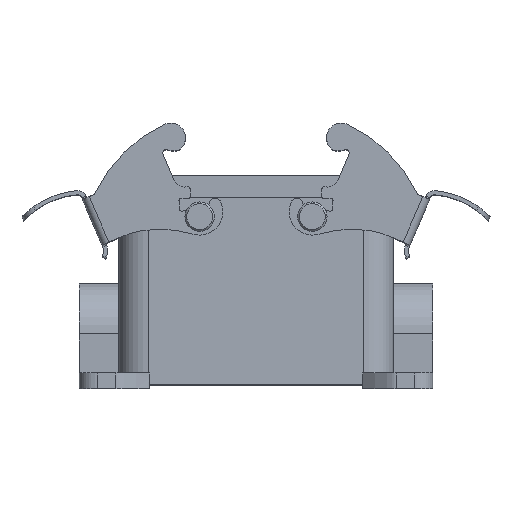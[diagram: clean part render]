
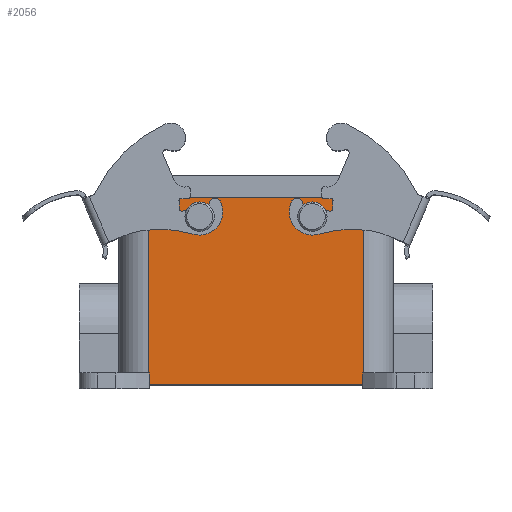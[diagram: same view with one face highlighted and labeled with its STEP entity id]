
A CAD part, top view. The second image highlights one B-rep face of the part: STEP entity #2056.
In plain terms, the highlighted planar face has unit normal (0, 0, 1).
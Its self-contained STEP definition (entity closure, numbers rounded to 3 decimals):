
#64 = EDGE_LOOP ( 'NONE', ( #2841 ) ) ;
#71 = EDGE_LOOP ( 'NONE', ( #2839, #2837, #2838, #2836, #2835, #2834, #2833, #2832 ) ) ;
#921 = VECTOR ( 'NONE', #5356, 1000. ) ;
#923 = VECTOR ( 'NONE', #5359, 1000. ) ;
#924 = VECTOR ( 'NONE', #5362, 1000. ) ;
#925 = VECTOR ( 'NONE', #5393, 1000. ) ;
#926 = VECTOR ( 'NONE', #5397, 1000. ) ;
#928 = AXIS2_PLACEMENT_3D ( 'NONE', #5390, #5389, #5392 ) ;
#929 = CIRCLE ( 'NONE', #928, 3.75 ) ;
#931 = VECTOR ( 'NONE', #5385, 1000. ) ;
#1211 = EDGE_CURVE ( 'NONE', #6922, #7148, #3530, .T. ) ;
#1212 = EDGE_CURVE ( 'NONE', #6709, #6709, #929, .T. ) ;
#1213 = EDGE_CURVE ( 'NONE', #7148, #6954, #3537, .T. ) ;
#1214 = EDGE_CURVE ( 'NONE', #6922, #6938, #3539, .T. ) ;
#1215 = EDGE_CURVE ( 'NONE', #6938, #6905, #3540, .T. ) ;
#1216 = EDGE_CURVE ( 'NONE', #6902, #6905, #3541, .T. ) ;
#1217 = EDGE_CURVE ( 'NONE', #7399, #6902, #3542, .T. ) ;
#1522 = CARTESIAN_POINT ( 'NONE',  ( 11.55, 45.725, 22. ) ) ;
#1569 = CARTESIAN_POINT ( 'NONE',  ( -19.05, 45.725, 22. ) ) ;
#1572 = DIRECTION ( 'NONE',  ( 1., 0., 0. ) ) ;
#1573 = CARTESIAN_POINT ( 'NONE',  ( -29.3, 51., 22. ) ) ;
#1579 = DIRECTION ( 'NONE',  ( 0., -1., 0. ) ) ;
#1580 = CARTESIAN_POINT ( 'NONE',  ( -29.3, 51., 22. ) ) ;
#1581 = DIRECTION ( 'NONE',  ( -1., 0., 0. ) ) ;
#1582 = DIRECTION ( 'NONE',  ( 0., 0., 1. ) ) ;
#1583 = CARTESIAN_POINT ( 'NONE',  ( 15.3, 45.725, 22. ) ) ;
#2056 = ADVANCED_FACE ( 'NONE', ( #3701, #3702, #3703 ), #4842, .F. ) ;
#2830 = ORIENTED_EDGE ( 'NONE', *, *, #13945, .F. ) ;
#2832 = ORIENTED_EDGE ( 'NONE', *, *, #13946, .T. ) ;
#2833 = ORIENTED_EDGE ( 'NONE', *, *, #13949, .F. ) ;
#2834 = ORIENTED_EDGE ( 'NONE', *, *, #1217, .F. ) ;
#2835 = ORIENTED_EDGE ( 'NONE', *, *, #1216, .F. ) ;
#2836 = ORIENTED_EDGE ( 'NONE', *, *, #1215, .T. ) ;
#2837 = ORIENTED_EDGE ( 'NONE', *, *, #1211, .F. ) ;
#2838 = ORIENTED_EDGE ( 'NONE', *, *, #1214, .T. ) ;
#2839 = ORIENTED_EDGE ( 'NONE', *, *, #1213, .F. ) ;
#2841 = ORIENTED_EDGE ( 'NONE', *, *, #1212, .F. ) ;
#3530 = LINE ( 'NONE', #5383, #931 ) ;
#3537 = LINE ( 'NONE', #5388, #926 ) ;
#3539 = LINE ( 'NONE', #5394, #925 ) ;
#3540 = LINE ( 'NONE', #5380, #924 ) ;
#3541 = LINE ( 'NONE', #5360, #923 ) ;
#3542 = LINE ( 'NONE', #5358, #921 ) ;
#3701 = FACE_BOUND ( 'NONE', #64, .T. ) ;
#3702 = FACE_OUTER_BOUND ( 'NONE', #71, .T. ) ;
#3703 = FACE_BOUND ( 'NONE', #13952, .T. ) ;
#3794 = AXIS2_PLACEMENT_3D ( 'NONE', #4841, #4808, #4806 ) ;
#4251 = VECTOR ( 'NONE', #1572, 1000. ) ;
#4255 = VECTOR ( 'NONE', #1579, 1000. ) ;
#4259 = AXIS2_PLACEMENT_3D ( 'NONE', #1583, #1582, #1581 ) ;
#4263 = CIRCLE ( 'NONE', #4259, 3.75 ) ;
#4383 = VERTEX_POINT ( 'NONE', #1522 ) ;
#4806 = DIRECTION ( 'NONE',  ( -1., 0., 0. ) ) ;
#4808 = DIRECTION ( 'NONE',  ( 0., 0., -1. ) ) ;
#4841 = CARTESIAN_POINT ( 'NONE',  ( -29.3, 51., 22. ) ) ;
#4842 = PLANE ( 'NONE',  #3794 ) ;
#5356 = DIRECTION ( 'NONE',  ( 0., -1., 0. ) ) ;
#5358 = CARTESIAN_POINT ( 'NONE',  ( 29.3, 51., 22. ) ) ;
#5359 = DIRECTION ( 'NONE',  ( -1., 0., 0. ) ) ;
#5360 = CARTESIAN_POINT ( 'NONE',  ( -29.3, 3.25, 22. ) ) ;
#5362 = DIRECTION ( 'NONE',  ( 0., 1., 0. ) ) ;
#5380 = CARTESIAN_POINT ( 'NONE',  ( 29., -1., 22. ) ) ;
#5383 = CARTESIAN_POINT ( 'NONE',  ( -29., -1., 22. ) ) ;
#5385 = DIRECTION ( 'NONE',  ( 0., 1., 0. ) ) ;
#5388 = CARTESIAN_POINT ( 'NONE',  ( -29.3, 3.25, 22. ) ) ;
#5389 = DIRECTION ( 'NONE',  ( 0., 0., 1. ) ) ;
#5390 = CARTESIAN_POINT ( 'NONE',  ( -15.3, 45.725, 22. ) ) ;
#5392 = DIRECTION ( 'NONE',  ( -1., 0., 0. ) ) ;
#5393 = DIRECTION ( 'NONE',  ( 1., 0., 0. ) ) ;
#5394 = CARTESIAN_POINT ( 'NONE',  ( -29.3, 0., 22. ) ) ;
#5397 = DIRECTION ( 'NONE',  ( -1., 0., 0. ) ) ;
#6703 = LINE ( 'NONE', #1580, #4255 ) ;
#6707 = LINE ( 'NONE', #1573, #4251 ) ;
#6709 = VERTEX_POINT ( 'NONE', #1569 ) ;
#6902 = VERTEX_POINT ( 'NONE', #9778 ) ;
#6905 = VERTEX_POINT ( 'NONE', #9771 ) ;
#6922 = VERTEX_POINT ( 'NONE', #9719 ) ;
#6938 = VERTEX_POINT ( 'NONE', #9676 ) ;
#6954 = VERTEX_POINT ( 'NONE', #9627 ) ;
#7148 = VERTEX_POINT ( 'NONE', #10351 ) ;
#7370 = VERTEX_POINT ( 'NONE', #9694 ) ;
#7399 = VERTEX_POINT ( 'NONE', #9647 ) ;
#9627 = CARTESIAN_POINT ( 'NONE',  ( -29.3, 3.25, 22. ) ) ;
#9647 = CARTESIAN_POINT ( 'NONE',  ( 29.3, 51., 22. ) ) ;
#9676 = CARTESIAN_POINT ( 'NONE',  ( 29., 0., 22. ) ) ;
#9694 = CARTESIAN_POINT ( 'NONE',  ( -29.3, 51., 22. ) ) ;
#9719 = CARTESIAN_POINT ( 'NONE',  ( -29., 0., 22. ) ) ;
#9771 = CARTESIAN_POINT ( 'NONE',  ( 29., 3.25, 22. ) ) ;
#9778 = CARTESIAN_POINT ( 'NONE',  ( 29.3, 3.25, 22. ) ) ;
#10351 = CARTESIAN_POINT ( 'NONE',  ( -29., 3.25, 22. ) ) ;
#13945 = EDGE_CURVE ( 'NONE', #4383, #4383, #4263, .T. ) ;
#13946 = EDGE_CURVE ( 'NONE', #7370, #6954, #6703, .T. ) ;
#13949 = EDGE_CURVE ( 'NONE', #7370, #7399, #6707, .T. ) ;
#13952 = EDGE_LOOP ( 'NONE', ( #2830 ) ) ;
